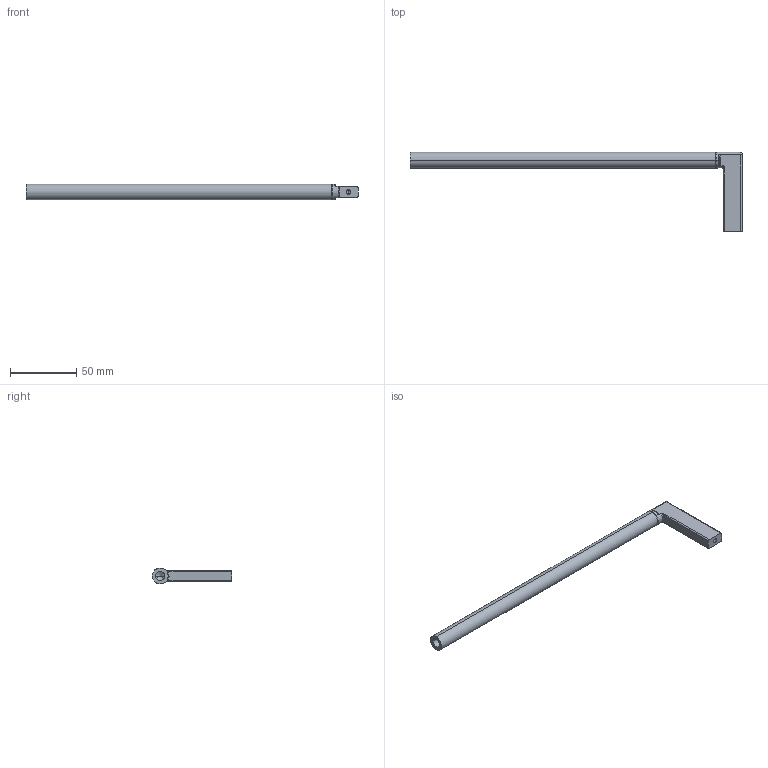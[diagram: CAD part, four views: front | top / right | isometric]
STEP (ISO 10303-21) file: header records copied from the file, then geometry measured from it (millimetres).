
FILE_DESCRIPTION(('Creo Elements/Direct Modeling STEP Export'),'2;1');
FILE_NAME('2459-250.stp','2019-03-01T 9:50:53',(''),(''),'Creo Elements/Direct Modeling STEP processor for AP214 (Solid Model)','Creo Elements/Direct Modeling 20.0 12-Nov-2016 (C) Parametric Technology GmbH','');
FILE_SCHEMA(('AUTOMOTIVE_DESIGN { 1 0 10303 214 1 1 1 1 }'));
Length unit declared in the file: millimetre
Products named in the file (2): 2459-250
Assembly tree (1 placements, depth 2):
  2459-250
    2459-250
Bounding box: 250 x 60 x 12 mm (x, y, z)
Volume: 32701.1 mm3; surface area: 12084.5 mm2
Topology: 1 solids, 1 shells, 55 faces, 126 edges, 74 vertices
Faces by surface type: bspline 16, cylinder 16, plane 11, torus 6, cone 6
Entity records: 4349 total; most frequent: CARTESIAN_POINT 3257, ORIENTED_EDGE 244, DIRECTION 166, EDGE_CURVE 122, VERTEX_POINT 74, AXIS2_PLACEMENT_3D 67, EDGE_LOOP 60, FACE_OUTER_BOUND 55
